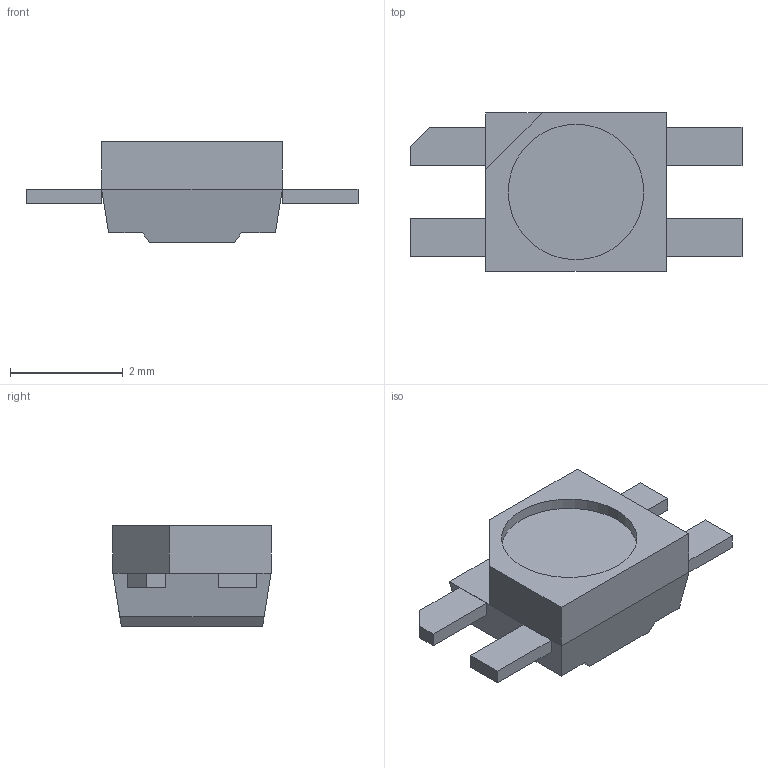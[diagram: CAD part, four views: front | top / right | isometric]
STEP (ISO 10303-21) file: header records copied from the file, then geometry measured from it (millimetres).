
FILE_DESCRIPTION (( 'STEP AP214' ), '1' );
FILE_NAME ('4960.step', '2025-01-17T08:52:29', ( '' ), ( '' ), 'SwSTEP 2.0', 'SolidWorks 2024', '' );
FILE_SCHEMA (( 'AUTOMOTIVE_DESIGN' ));
Length unit declared in the file: millimetre
Products named in the file (1): 4960
Bounding box: 5.88 x 2.8 x 1.78 mm (x, y, z)
Volume: 14.1 mm3; surface area: 49.2 mm2
Topology: 5 solids, 5 shells, 47 faces, 100 edges, 65 vertices
Faces by surface type: plane 43, cylinder 4
Entity records: 1543 total; most frequent: CARTESIAN_POINT 213, DIRECTION 204, ORIENTED_EDGE 200, EDGE_CURVE 100, LINE 92, VECTOR 92, VERTEX_POINT 65, AXIS2_PLACEMENT_3D 56
